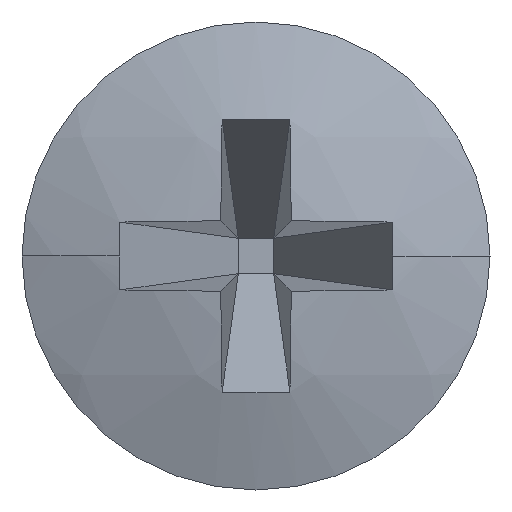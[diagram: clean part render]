
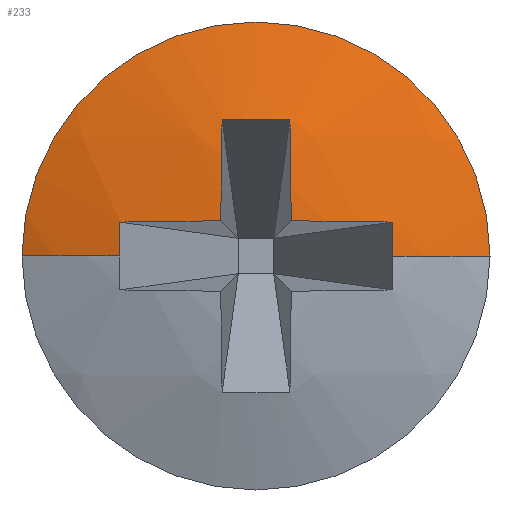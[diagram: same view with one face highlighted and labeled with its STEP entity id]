
A CAD part, left-side view. The second image highlights one B-rep face of the part: STEP entity #233.
In plain terms, the highlighted spherical face has radius 7.4 mm.
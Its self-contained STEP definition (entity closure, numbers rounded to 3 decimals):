
#17 = ORIENTED_EDGE ( 'NONE', *, *, #9116, .T. ) ;
#32 = DIRECTION ( 'NONE',  ( 0., 0., -1. ) ) ;
#55 = EDGE_CURVE ( 'NONE', #7172, #5129, #6659, .T. ) ;
#73 = AXIS2_PLACEMENT_3D ( 'NONE', #3638, #9320, #5783 ) ;
#87 = DIRECTION ( 'NONE',  ( 0., -1., 0. ) ) ;
#173 = CARTESIAN_POINT ( 'NONE',  ( 0.186, 0.398, 1.599 ) ) ;
#233 = ADVANCED_FACE ( 'NONE', ( #1373 ), #3578, .T. ) ;
#257 = DIRECTION ( 'NONE',  ( 0.089, 0.996, 0. ) ) ;
#359 = EDGE_CURVE ( 'NONE', #5691, #5027, #7132, .T. ) ;
#373 = CARTESIAN_POINT ( 'NONE',  ( 0.186, -0.398, 1.599 ) ) ;
#384 = ORIENTED_EDGE ( 'NONE', *, *, #6121, .T. ) ;
#633 = ORIENTED_EDGE ( 'NONE', *, *, #9331, .T. ) ;
#748 = CIRCLE ( 'NONE', #2744, 7.4 ) ;
#961 = ORIENTED_EDGE ( 'NONE', *, *, #9170, .T. ) ;
#972 = CARTESIAN_POINT ( 'NONE',  ( 0.53, 2.75, 0. ) ) ;
#1136 = CARTESIAN_POINT ( 'NONE',  ( 7.378, 0., -0.242 ) ) ;
#1160 = DIRECTION ( 'NONE',  ( 0.996, -0.089, 0. ) ) ;
#1268 = CIRCLE ( 'NONE', #2801, 7.396 ) ;
#1295 = DIRECTION ( 'NONE',  ( -0.839, 0.544, 0. ) ) ;
#1373 = FACE_OUTER_BOUND ( 'NONE', #8684, .T. ) ;
#1482 = ORIENTED_EDGE ( 'NONE', *, *, #1554, .F. ) ;
#1483 = VERTEX_POINT ( 'NONE', #9335 ) ;
#1554 = EDGE_CURVE ( 'NONE', #7995, #1483, #2914, .T. ) ;
#1826 = ORIENTED_EDGE ( 'NONE', *, *, #359, .T. ) ;
#1920 = DIRECTION ( 'NONE',  ( -0.544, -0.839, 0. ) ) ;
#2017 = DIRECTION ( 'NONE',  ( 0., 0., 1. ) ) ;
#2157 = EDGE_CURVE ( 'NONE', #5186, #6670, #748, .T. ) ;
#2176 = CARTESIAN_POINT ( 'NONE',  ( 0.176, 1.606, 0. ) ) ;
#2206 = CARTESIAN_POINT ( 'NONE',  ( 5.992, 2.169, 0. ) ) ;
#2364 = DIRECTION ( 'NONE',  ( 0., 0., 1. ) ) ;
#2384 = CARTESIAN_POINT ( 'NONE',  ( 7.378, 0., -0.242 ) ) ;
#2543 = CIRCLE ( 'NONE', #7268, 7.4 ) ;
#2554 = ORIENTED_EDGE ( 'NONE', *, *, #2157, .T. ) ;
#2640 = DIRECTION ( 'NONE',  ( -1., 0., 0. ) ) ;
#2744 = AXIS2_PLACEMENT_3D ( 'NONE', #4319, #7108, #9389 ) ;
#2745 = DIRECTION ( 'NONE',  ( 0.839, 0.544, 0. ) ) ;
#2776 = AXIS2_PLACEMENT_3D ( 'NONE', #7896, #1920, #1295 ) ;
#2801 = AXIS2_PLACEMENT_3D ( 'NONE', #1136, #7126, #6165 ) ;
#2907 = DIRECTION ( 'NONE',  ( -1., 0., 0. ) ) ;
#2914 = CIRCLE ( 'NONE', #7501, 6.933 ) ;
#3118 = CIRCLE ( 'NONE', #9215, 7.396 ) ;
#3578 = SPHERICAL_SURFACE ( 'NONE', #6955, 7.4 ) ;
#3638 = CARTESIAN_POINT ( 'NONE',  ( 5.992, 0., -2.169 ) ) ;
#3904 = CARTESIAN_POINT ( 'NONE',  ( 0.53, -2.75, 0. ) ) ;
#4064 = CARTESIAN_POINT ( 'NONE',  ( 0.186, 1.599, 0.398 ) ) ;
#4319 = CARTESIAN_POINT ( 'NONE',  ( 7.4, 0., 0. ) ) ;
#4593 = ORIENTED_EDGE ( 'NONE', *, *, #7356, .F. ) ;
#4681 = AXIS2_PLACEMENT_3D ( 'NONE', #2384, #8151, #6110 ) ;
#4843 = AXIS2_PLACEMENT_3D ( 'NONE', #5603, #2640, #2017 ) ;
#4952 = CARTESIAN_POINT ( 'NONE',  ( 7.4, 0., 0. ) ) ;
#5027 = VERTEX_POINT ( 'NONE', #8409 ) ;
#5086 = DIRECTION ( 'NONE',  ( -0.996, -0.089, 0. ) ) ;
#5123 = DIRECTION ( 'NONE',  ( -0.544, 0.839, 0. ) ) ;
#5129 = VERTEX_POINT ( 'NONE', #173 ) ;
#5186 = VERTEX_POINT ( 'NONE', #972 ) ;
#5188 = VERTEX_POINT ( 'NONE', #3904 ) ;
#5280 = DIRECTION ( 'NONE',  ( -1., 0., 0. ) ) ;
#5302 = EDGE_CURVE ( 'NONE', #5691, #6670, #6907, .T. ) ;
#5324 = CARTESIAN_POINT ( 'NONE',  ( 0.53, 0., 2.75 ) ) ;
#5603 = CARTESIAN_POINT ( 'NONE',  ( 0.53, 0., 0. ) ) ;
#5691 = VERTEX_POINT ( 'NONE', #4064 ) ;
#5783 = DIRECTION ( 'NONE',  ( 0.839, 0., -0.544 ) ) ;
#5823 = DIRECTION ( 'NONE',  ( 0., 0., 1. ) ) ;
#5942 = CARTESIAN_POINT ( 'NONE',  ( 7.378, 0.242, 0. ) ) ;
#6015 = AXIS2_PLACEMENT_3D ( 'NONE', #6964, #257, #1160 ) ;
#6110 = DIRECTION ( 'NONE',  ( -0.996, 0., 0.089 ) ) ;
#6121 = EDGE_CURVE ( 'NONE', #9046, #1483, #1268, .T. ) ;
#6165 = DIRECTION ( 'NONE',  ( -0.996, 0., 0.089 ) ) ;
#6176 = CIRCLE ( 'NONE', #8444, 2.75 ) ;
#6226 = ORIENTED_EDGE ( 'NONE', *, *, #55, .F. ) ;
#6449 = ORIENTED_EDGE ( 'NONE', *, *, #5302, .F. ) ;
#6618 = DIRECTION ( 'NONE',  ( 0.089, -0.996, 0. ) ) ;
#6659 = CIRCLE ( 'NONE', #73, 6.933 ) ;
#6670 = VERTEX_POINT ( 'NONE', #2176 ) ;
#6907 = CIRCLE ( 'NONE', #2776, 6.933 ) ;
#6955 = AXIS2_PLACEMENT_3D ( 'NONE', #9362, #5823, #87 ) ;
#6959 = CARTESIAN_POINT ( 'NONE',  ( 0.176, -1.606, 0. ) ) ;
#6964 = CARTESIAN_POINT ( 'NONE',  ( 7.378, -0.242, 0. ) ) ;
#7108 = DIRECTION ( 'NONE',  ( 0., 0., 1. ) ) ;
#7126 = DIRECTION ( 'NONE',  ( 0.089, 0., 0.996 ) ) ;
#7132 = CIRCLE ( 'NONE', #4681, 7.396 ) ;
#7172 = VERTEX_POINT ( 'NONE', #373 ) ;
#7201 = CARTESIAN_POINT ( 'NONE',  ( 0.023, -0.413, 0.413 ) ) ;
#7268 = AXIS2_PLACEMENT_3D ( 'NONE', #4952, #32, #2907 ) ;
#7356 = EDGE_CURVE ( 'NONE', #5188, #7995, #2543, .T. ) ;
#7419 = ORIENTED_EDGE ( 'NONE', *, *, #8204, .T. ) ;
#7501 = AXIS2_PLACEMENT_3D ( 'NONE', #2206, #5123, #2745 ) ;
#7896 = CARTESIAN_POINT ( 'NONE',  ( 5.992, -2.169, 0. ) ) ;
#7995 = VERTEX_POINT ( 'NONE', #6959 ) ;
#8044 = VERTEX_POINT ( 'NONE', #5324 ) ;
#8130 = CARTESIAN_POINT ( 'NONE',  ( 0.53, 0., 0. ) ) ;
#8151 = DIRECTION ( 'NONE',  ( 0.089, 0., 0.996 ) ) ;
#8204 = EDGE_CURVE ( 'NONE', #8044, #5186, #8655, .T. ) ;
#8409 = CARTESIAN_POINT ( 'NONE',  ( 0.023, 0.413, 0.413 ) ) ;
#8444 = AXIS2_PLACEMENT_3D ( 'NONE', #8130, #5280, #2364 ) ;
#8655 = CIRCLE ( 'NONE', #4843, 2.75 ) ;
#8684 = EDGE_LOOP ( 'NONE', ( #961, #7419, #2554, #6449, #1826, #633, #6226, #17, #384, #1482, #4593 ) ) ;
#9046 = VERTEX_POINT ( 'NONE', #7201 ) ;
#9116 = EDGE_CURVE ( 'NONE', #7172, #9046, #3118, .T. ) ;
#9170 = EDGE_CURVE ( 'NONE', #5188, #8044, #6176, .T. ) ;
#9215 = AXIS2_PLACEMENT_3D ( 'NONE', #5942, #6618, #5086 ) ;
#9320 = DIRECTION ( 'NONE',  ( -0.544, 0., -0.839 ) ) ;
#9331 = EDGE_CURVE ( 'NONE', #5027, #5129, #9376, .T. ) ;
#9335 = CARTESIAN_POINT ( 'NONE',  ( 0.186, -1.599, 0.398 ) ) ;
#9362 = CARTESIAN_POINT ( 'NONE',  ( 7.4, 0., 0. ) ) ;
#9376 = CIRCLE ( 'NONE', #6015, 7.396 ) ;
#9389 = DIRECTION ( 'NONE',  ( 0., -1., 0. ) ) ;
